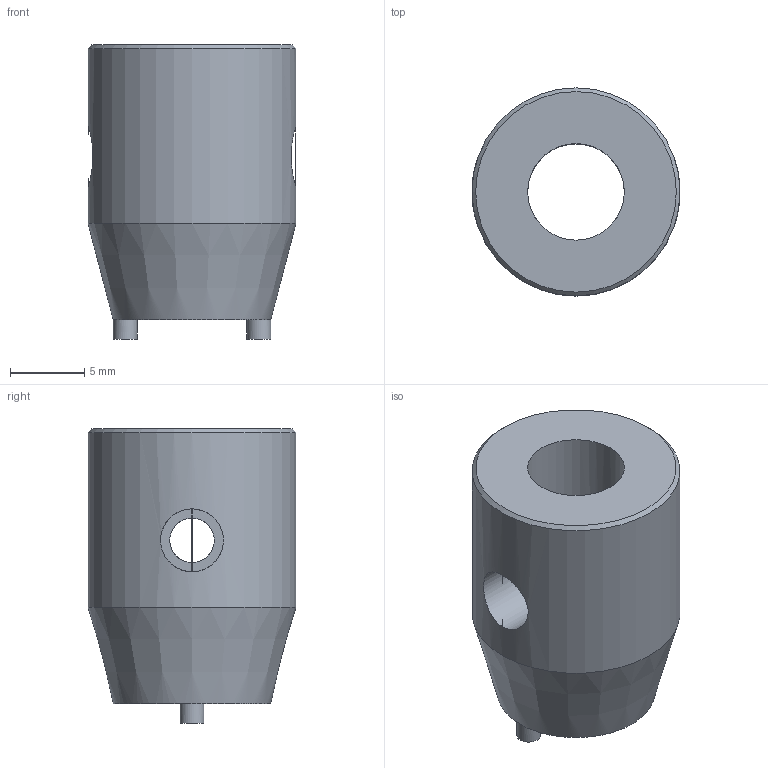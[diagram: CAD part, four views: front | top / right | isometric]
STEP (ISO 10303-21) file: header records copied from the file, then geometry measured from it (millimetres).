
FILE_DESCRIPTION(/* description */ ('','CAx-IF Rec.Pracs.---Representation and Presentation of Product Manufacturing Information (PMI)---4.0---2014-10-13'),/* implementation_level */ '2;1');
FILE_NAME(/* name */ '3 oip v0.step',/* time_stamp */ '2024-12-06T10:43:08+01:00',/* author */ (''),/* organization */ (''),/* preprocessor_version */ 'ST-DEVELOPER v20',/* originating_system */ 'Autodesk Translation Framework v13.20.0.188',/* authorisation */ '');
FILE_SCHEMA (('AP242_MANAGED_MODEL_BASED_3D_ENGINEERING_MIM_LF { 1 0 10303 442 1 1 4 }'));
Length unit declared in the file: millimetre
Products named in the file (1): 3 oip
Bounding box: 14 x 14 x 19.8 mm (x, y, z)
Volume: 1917 mm3; surface area: 1414.5 mm2
Topology: 1 solids, 1 shells, 21 faces, 56 edges, 36 vertices
Faces by surface type: cylinder 10, plane 9, cone 2
Full cylindrical faces by diameter (mm): 1.6 x2, 3 x2, 4.234 x2, 6.5 x1, 14 x1
Entity records: 829 total; most frequent: CARTESIAN_POINT 266, ORIENTED_EDGE 112, DIRECTION 106, EDGE_CURVE 56, AXIS2_PLACEMENT_3D 44, VERTEX_POINT 36, EDGE_LOOP 28, CIRCLE 22
